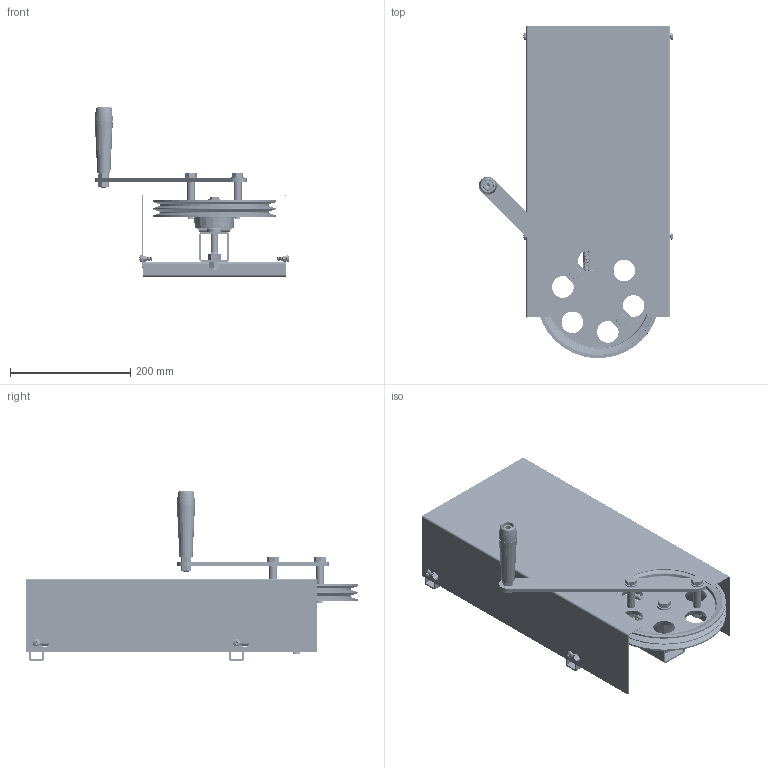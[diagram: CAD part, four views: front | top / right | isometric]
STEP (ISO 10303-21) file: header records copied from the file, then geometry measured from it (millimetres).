
FILE_DESCRIPTION (( 'STEP AP203' ), '1' );
FILE_NAME ('T63840.STEP', '2018-08-16T16:12:11', ( '' ), ( '' ), 'SwSTEP 2.0', 'SolidWorks 2016', '' );
FILE_SCHEMA (( 'CONFIG_CONTROL_DESIGN' ));
Length unit declared in the file: millimetre
Products named in the file (41): TH2659; S3307; Pan Head Cross Recess Screw_Doughty Fastners_ISO 7045 - M6 x 16 - Z --- 16S; Hex Bolt_ISO 4016 - M8 x 110 x 22-WS; Pan Head Cross Recess Screw_Doughty Fastners_ISO 7045 - M3 x 10 - Z --- 10S; S3305; S3306; SW3dPS-nyloc nut, st stl a2 iso_M3 NYLOC; B Washer_Bright washer BS 4320 - M8 (Form B); TH2692; TH1105; TH2704; SW3dPS-nyloc nut, st stl a2 iso_M5 NYLOC; Hex Bolt_ISO 4016 - M12 x 110 x 30-WS; Socket Head Cap Screw_Doughty Fastners_ISO 4762 M10 x 120 --- 26S; TH2697; A Washer_Bright washer BS 4320 - M10 (Form A); Hex Nut Style 1 GradeAB_Doughty Fastners_Hexagon Nut ISO - 4032 - M12 - D - S; TH2693; SW3dPS-nyloc nut, st stl a2 iso_M6 NYLOC; TH2702; S3419; TH2696; Hex Nut Style 1 GradeAB_Doughty Fastners_Hexagon Nut ISO - 4032 - M8 - D - S; TH2703; S3309; Hex Nut Style 1 GradeAB_Doughty Fastners_Hexagon Nut ISO - 4032 - M10 - D - S; SPZ200; TH2701; T63840; hex nut style 1 gradeab_doughty fastners - self colour_Hexagon Nut ISO - 4032 - M6 - W - N; S3308; TH2700; TH2698; A Washer_Bright washer BS 4320 - M3 (Form A); TH2695; TH2705; A Washer_Bright washer BS 4320 - M12 (Form A); Hex Bolt_ISO 4016 - M10 x 70 x 26-WS; TH2699 ...
Assembly tree (76 placements, depth 4):
  T63840
    TH2693
      TH2701
      TH2702  x2
      TH2703
      hex nut style 1 gradeab_doughty fastners - self colour_Hexagon Nut ISO - 4032 - M6 - W - N  x4
    A Washer_Bright washer BS 4320 - M12 (Form A)
    TH2705
      TH2692
        SPZ200
      S3305  x2
      S3306  x2
      TH2699
      A Washer_Bright washer BS 4320 - M10 (Form A)  x2
      Hex Bolt_ISO 4016 - M10 x 70 x 26-WS  x2
      Hex Nut Style 1 GradeAB_Doughty Fastners_Hexagon Nut ISO - 4032 - M10 - D - S  x4
      S3307  x2
      S3419
      Socket Head Cap Screw_Doughty Fastners_ISO 4762 M10 x 120 --- 26S
      Hex Bolt_ISO 4016 - M12 x 110 x 30-WS
    Hex Nut Style 1 GradeAB_Doughty Fastners_Hexagon Nut ISO - 4032 - M8 - D - S  x2
    TH1105  x2
    B Washer_Bright washer BS 4320 - M8 (Form B)
    Hex Bolt_ISO 4016 - M8 x 110 x 22-WS
    TH2695
    Pan Head Cross Recess Screw_Doughty Fastners_ISO 7045 - M6 x 16 - Z --- 16S  x5
    SW3dPS-nyloc nut, st stl a2 iso_M6 NYLOC
    TH2696  x2
    S3309  x2
    TH2704
      TH2697
      TH2659
      B Washer_Bright washer BS 4320 - M8 (Form B)  x2
      TH1105
      Pan Head Cross Recess Screw_Doughty Fastners_ISO 7045 - M5 x 25 - Z --- 25S
      SW3dPS-nyloc nut, st stl a2 iso_M5 NYLOC
      S3308  x2
      A Washer_Bright washer BS 4320 - M3 (Form A)  x8
      TH2698
      SW3dPS-nyloc nut, st stl a2 iso_M3 NYLOC  x2
      Pan Head Cross Recess Screw_Doughty Fastners_ISO 7045 - M3 x 10 - Z --- 10S  x2
    S3308  x2
    TH2700
    Hex Nut Style 1 GradeAB_Doughty Fastners_Hexagon Nut ISO - 4032 - M12 - D - S  x2
Bounding box: 323.48 x 552.36 x 282.4 mm (x, y, z)
Volume: 1341216.4 mm3; surface area: 988952 mm2
Topology: 72 solids, 72 shells, 3261 faces, 7839 edges, 4743 vertices
Faces by surface type: cone 1554, cylinder 974, plane 591, torus 122, sphere 16, bspline 4
Entity records: 83084 total; most frequent: CARTESIAN_POINT 33199, DIRECTION 10456, ORIENTED_EDGE 8834, EDGE_CURVE 4417, AXIS2_PLACEMENT_3D 4372, VERTEX_POINT 2699, CIRCLE 2478, EDGE_LOOP 1966
